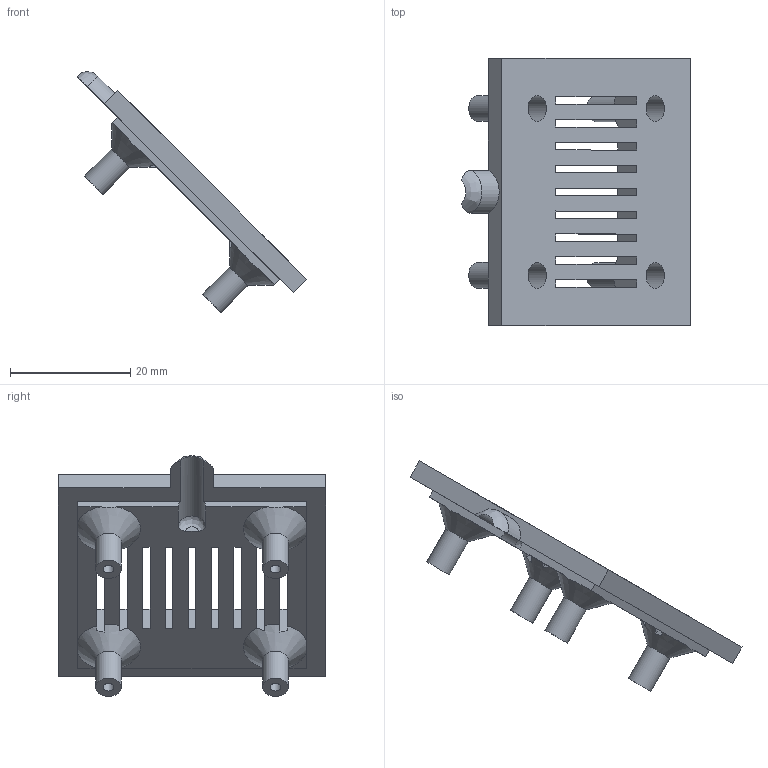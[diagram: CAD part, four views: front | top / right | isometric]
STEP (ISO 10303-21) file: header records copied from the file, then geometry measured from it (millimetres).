
FILE_DESCRIPTION( ( '' ), ' ' );
FILE_NAME( '5eac453ba92953155a8131e9.step', '2020-05-01T15:50:20', ( '' ), ( '' ), ' ', ' ', ' ' );
FILE_SCHEMA( ( 'AUTOMOTIVE_DESIGN { 1 0 10303 214 1 1 1 1 }' ) );
Length unit declared in the file: metre
Products named in the file (1): DBS21 - USB Camera Lid
Bounding box: 38.17 x 44.45 x 40.08 mm (x, y, z)
Volume: 7732.3 mm3; surface area: 6941.5 mm2
Topology: 1 solids, 1 shells, 85 faces, 245 edges, 162 vertices
Faces by surface type: plane 65, cylinder 14, cone 4, bspline 2
Full cylindrical faces by diameter (mm): 1.778 x4, 4.318 x8
Entity records: 3506 total; most frequent: CARTESIAN_POINT 635, ORIENTED_EDGE 450, DIRECTION 412, EDGE_CURVE 225, VERTEX_POINT 158, LINE 146, VECTOR 146, AXIS2_PLACEMENT_3D 133
